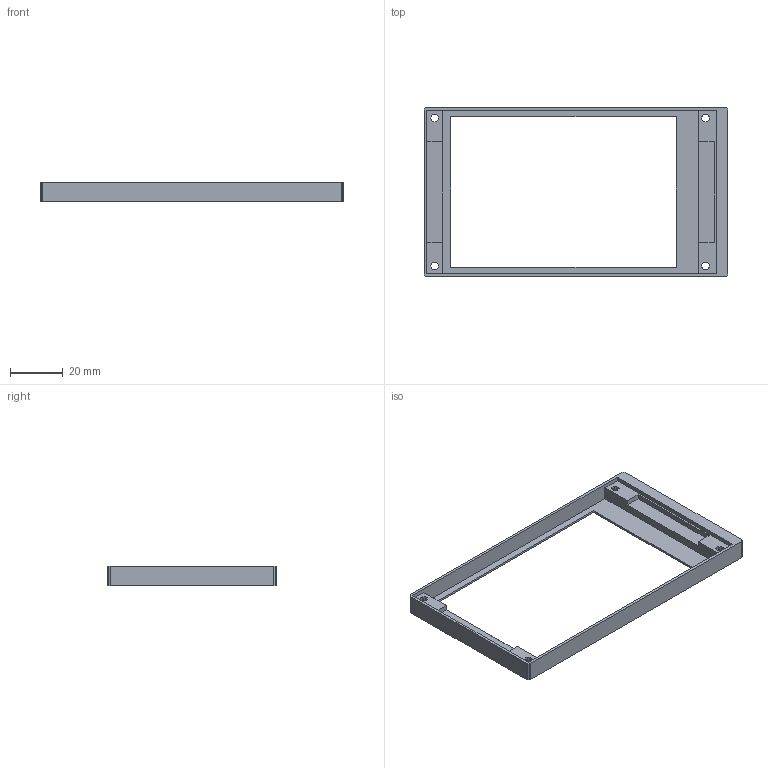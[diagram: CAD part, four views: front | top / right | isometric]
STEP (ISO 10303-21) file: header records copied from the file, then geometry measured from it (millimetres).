
FILE_DESCRIPTION(('STEP AP203'), '1');
FILE_NAME('署赅 疣磬', '', ('UNSPECIFIED'), ('UNSPECIFIED'), 'ASCON STEP Converter 1.6', 'ASCON Math Kernel', '');
FILE_SCHEMA(('CONFIG_CONTROL_DESIGN'));
Length unit declared in the file: millimetre
Bounding box: 115 x 64 x 7.5 mm (x, y, z)
Volume: 8670.8 mm3; surface area: 10235.7 mm2
Topology: 1 solids, 1 shells, 201 faces, 401 edges, 203 vertices
Faces by surface type: plane 201
Entity records: 6708 total; most frequent: CARTESIAN_POINT 913, DIRECTION 805, ORIENTED_EDGE 802, EDGE_CURVE 401, LINE 401, VECTOR 401, VERTEX_POINT 310, FACE_BOUND 212
